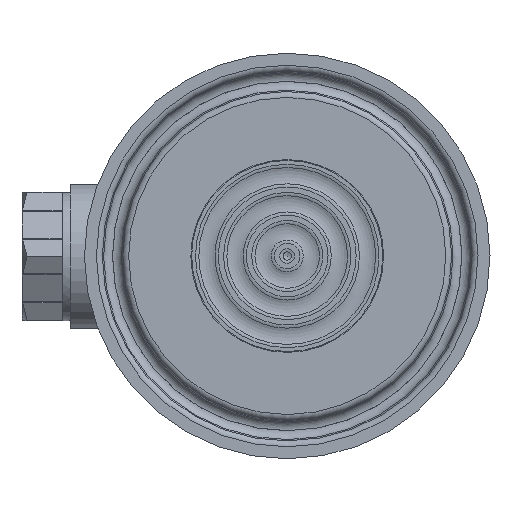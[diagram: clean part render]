
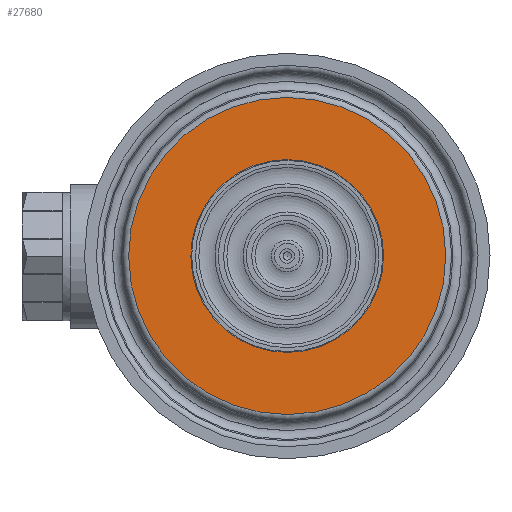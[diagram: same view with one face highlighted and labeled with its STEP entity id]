
A CAD part, left-side view. The second image highlights one B-rep face of the part: STEP entity #27680.
In plain terms, the highlighted planar face has unit normal (-1, 0, 0).
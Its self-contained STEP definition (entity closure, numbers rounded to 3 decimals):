
#558=FACE_BOUND('',#4916,.T.);
#1763=PLANE('',#29307);
#3281=FACE_OUTER_BOUND('',#4915,.T.);
#4915=EDGE_LOOP('',(#25786));
#4916=EDGE_LOOP('',(#25787));
#5500=CIRCLE('',#29300,12.);
#5504=CIRCLE('',#29308,19.742);
#13523=VERTEX_POINT('',#71261);
#13525=VERTEX_POINT('',#71272);
#17620=EDGE_CURVE('',#13523,#13523,#5500,.T.);
#17625=EDGE_CURVE('',#13525,#13525,#5504,.T.);
#25786=ORIENTED_EDGE('',*,*,#17625,.F.);
#25787=ORIENTED_EDGE('',*,*,#17620,.T.);
#27680=ADVANCED_FACE('',(#3281,#558),#1763,.T.);
#29300=AXIS2_PLACEMENT_3D('',#71262,#34327,#34328);
#29307=AXIS2_PLACEMENT_3D('',#71271,#34342,#34343);
#29308=AXIS2_PLACEMENT_3D('',#71273,#34344,#34345);
#34327=DIRECTION('center_axis',(1.,0.,0.));
#34328=DIRECTION('ref_axis',(0.,1.,0.));
#34342=DIRECTION('center_axis',(-1.,0.,0.));
#34343=DIRECTION('ref_axis',(0.,0.,1.));
#34344=DIRECTION('center_axis',(1.,0.,0.));
#34345=DIRECTION('ref_axis',(0.,0.,-1.));
#71261=CARTESIAN_POINT('',(0.,-12.,0.));
#71262=CARTESIAN_POINT('Origin',(0.,0.,
0.));
#71271=CARTESIAN_POINT('Origin',(0.,19.742,
0.));
#71272=CARTESIAN_POINT('',(0.,0.,19.742));
#71273=CARTESIAN_POINT('Origin',(0.,0.,0.));
